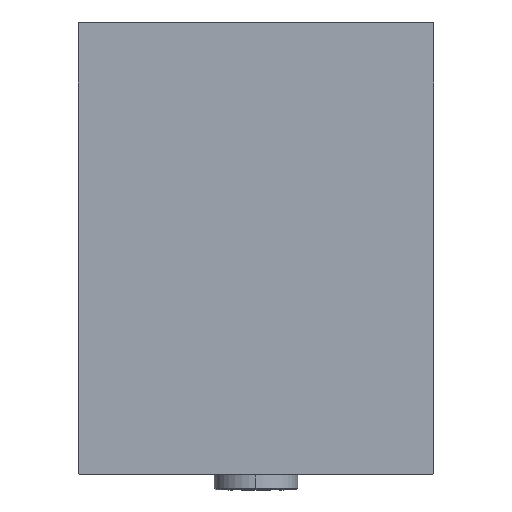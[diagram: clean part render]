
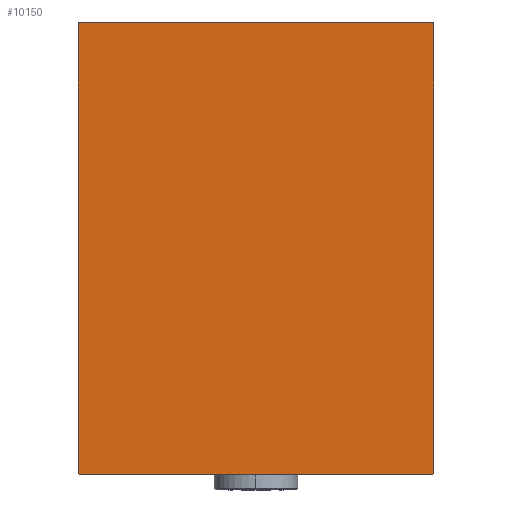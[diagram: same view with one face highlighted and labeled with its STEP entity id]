
A CAD part, left-side view. The second image highlights one B-rep face of the part: STEP entity #10150.
In plain terms, the highlighted face is planar.
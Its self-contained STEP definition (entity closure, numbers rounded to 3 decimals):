
#267 = DIRECTION ( 'NONE',  ( 0., 0.707, 0.707 ) ) ;
#1059 = DIRECTION ( 'NONE',  ( 1., 0., 0. ) ) ;
#1060 = CARTESIAN_POINT ( 'NONE',  ( 173., 55., -69.7 ) ) ;
#2245 = VERTEX_POINT ( 'NONE', #1060 ) ;
#2336 = CARTESIAN_POINT ( 'NONE',  ( 173., 54.7, -70. ) ) ;
#3310 = ORIENTED_EDGE ( 'NONE', *, *, #20845, .T. ) ;
#3748 = VECTOR ( 'NONE', #28690, 1000. ) ;
#3879 = DIRECTION ( 'NONE',  ( 0., 0., -1. ) ) ;
#4145 = EDGE_CURVE ( 'NONE', #38664, #22110, #45658, .T. ) ;
#4231 = DIRECTION ( 'NONE',  ( 0., 0., 1. ) ) ;
#6274 = VECTOR ( 'NONE', #42173, 1000. ) ;
#6555 = CARTESIAN_POINT ( 'NONE',  ( 173., 54.7, 70. ) ) ;
#6578 = DIRECTION ( 'NONE',  ( 0., -1., 0. ) ) ;
#7514 = LINE ( 'NONE', #29139, #3748 ) ;
#7682 = CARTESIAN_POINT ( 'NONE',  ( 173., -55., 69.7 ) ) ;
#8648 = EDGE_CURVE ( 'NONE', #2245, #25418, #11897, .T. ) ;
#10150 = ADVANCED_FACE ( 'NONE', ( #32921 ), #29662, .T. ) ;
#11897 = LINE ( 'NONE', #36333, #45030 ) ;
#12602 = VECTOR ( 'NONE', #6578, 1000. ) ;
#12647 = EDGE_CURVE ( 'NONE', #25418, #38507, #13798, .T. ) ;
#13066 = VECTOR ( 'NONE', #17286, 1000. ) ;
#13347 = CARTESIAN_POINT ( 'NONE',  ( 173., 62.35, 62.35 ) ) ;
#13785 = CARTESIAN_POINT ( 'NONE',  ( 173., -55., 70. ) ) ;
#13798 = LINE ( 'NONE', #13347, #13066 ) ;
#16503 = CARTESIAN_POINT ( 'NONE',  ( 173., -54.7, -70. ) ) ;
#17286 = DIRECTION ( 'NONE',  ( 0., -0.707, 0.707 ) ) ;
#20845 = EDGE_CURVE ( 'NONE', #22110, #43080, #34371, .T. ) ;
#21249 = VECTOR ( 'NONE', #44424, 1000. ) ;
#21475 = ORIENTED_EDGE ( 'NONE', *, *, #22192, .T. ) ;
#21999 = CARTESIAN_POINT ( 'NONE',  ( 173., 0., 0. ) ) ;
#22110 = VERTEX_POINT ( 'NONE', #35678 ) ;
#22192 = EDGE_CURVE ( 'NONE', #26156, #38664, #26501, .T. ) ;
#24610 = ORIENTED_EDGE ( 'NONE', *, *, #12647, .T. ) ;
#25378 = ORIENTED_EDGE ( 'NONE', *, *, #39491, .T. ) ;
#25418 = VERTEX_POINT ( 'NONE', #34284 ) ;
#26156 = VERTEX_POINT ( 'NONE', #29697 ) ;
#26501 = LINE ( 'NONE', #44654, #21249 ) ;
#28636 = CARTESIAN_POINT ( 'NONE',  ( 173., 62.35, -62.35 ) ) ;
#28654 = VECTOR ( 'NONE', #45537, 1000. ) ;
#28690 = DIRECTION ( 'NONE',  ( 0., 1., 0. ) ) ;
#29139 = CARTESIAN_POINT ( 'NONE',  ( 173., -55., -70. ) ) ;
#29662 = PLANE ( 'NONE',  #44321 ) ;
#29697 = CARTESIAN_POINT ( 'NONE',  ( 173., -54.7, 70. ) ) ;
#29760 = VECTOR ( 'NONE', #267, 1000. ) ;
#30670 = ORIENTED_EDGE ( 'NONE', *, *, #8648, .T. ) ;
#31908 = CARTESIAN_POINT ( 'NONE',  ( 173., 55., 70. ) ) ;
#32921 = FACE_OUTER_BOUND ( 'NONE', #37445, .T. ) ;
#33309 = ORIENTED_EDGE ( 'NONE', *, *, #4145, .T. ) ;
#34284 = CARTESIAN_POINT ( 'NONE',  ( 173., 55., 69.7 ) ) ;
#34371 = LINE ( 'NONE', #41824, #28654 ) ;
#35678 = CARTESIAN_POINT ( 'NONE',  ( 173., -55., -69.7 ) ) ;
#35848 = LINE ( 'NONE', #28636, #29760 ) ;
#36333 = CARTESIAN_POINT ( 'NONE',  ( 173., 55., -70. ) ) ;
#37014 = EDGE_CURVE ( 'NONE', #38507, #26156, #38900, .T. ) ;
#37205 = VERTEX_POINT ( 'NONE', #2336 ) ;
#37445 = EDGE_LOOP ( 'NONE', ( #41230, #25378, #30670, #24610, #40826, #21475, #33309, #3310 ) ) ;
#38285 = EDGE_CURVE ( 'NONE', #43080, #37205, #7514, .T. ) ;
#38507 = VERTEX_POINT ( 'NONE', #6555 ) ;
#38664 = VERTEX_POINT ( 'NONE', #7682 ) ;
#38900 = LINE ( 'NONE', #31908, #12602 ) ;
#39491 = EDGE_CURVE ( 'NONE', #37205, #2245, #35848, .T. ) ;
#40826 = ORIENTED_EDGE ( 'NONE', *, *, #37014, .T. ) ;
#41230 = ORIENTED_EDGE ( 'NONE', *, *, #38285, .T. ) ;
#41824 = CARTESIAN_POINT ( 'NONE',  ( 173., -62.35, -62.35 ) ) ;
#42173 = DIRECTION ( 'NONE',  ( 0., 0., -1. ) ) ;
#43080 = VERTEX_POINT ( 'NONE', #16503 ) ;
#44321 = AXIS2_PLACEMENT_3D ( 'NONE', #21999, #1059, #3879 ) ;
#44424 = DIRECTION ( 'NONE',  ( 0., -0.707, -0.707 ) ) ;
#44654 = CARTESIAN_POINT ( 'NONE',  ( 173., -62.35, 62.35 ) ) ;
#45030 = VECTOR ( 'NONE', #4231, 1000. ) ;
#45537 = DIRECTION ( 'NONE',  ( 0., 0.707, -0.707 ) ) ;
#45658 = LINE ( 'NONE', #13785, #6274 ) ;
